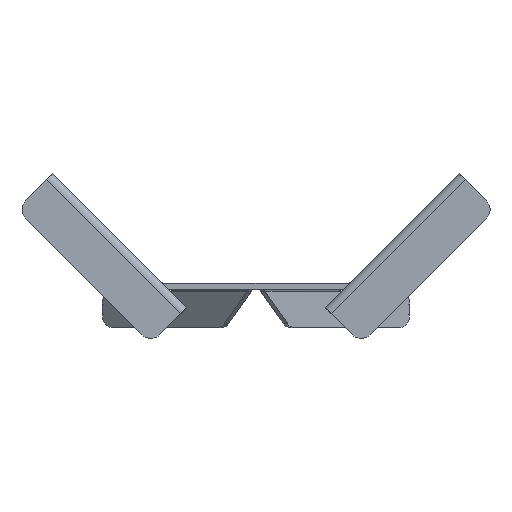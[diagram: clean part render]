
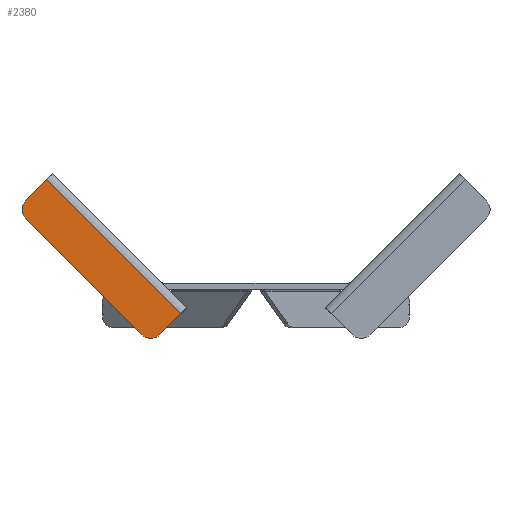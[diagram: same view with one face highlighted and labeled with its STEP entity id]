
A CAD part, front view. The second image highlights one B-rep face of the part: STEP entity #2380.
In plain terms, the highlighted planar face has unit normal (0, -1, 0).
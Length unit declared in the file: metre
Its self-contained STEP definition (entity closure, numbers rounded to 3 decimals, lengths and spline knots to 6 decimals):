
#39=PLANE('',#2562);
#169=LINE('',#3754,#409);
#174=LINE('',#3763,#414);
#175=LINE('',#3765,#415);
#176=LINE('',#3767,#416);
#409=VECTOR('',#2971,1.);
#414=VECTOR('',#2980,1.);
#415=VECTOR('',#2981,1.);
#416=VECTOR('',#2982,1.);
#751=ORIENTED_EDGE('',*,*,#1414,.F.);
#752=ORIENTED_EDGE('',*,*,#1415,.T.);
#753=ORIENTED_EDGE('',*,*,#1416,.F.);
#754=ORIENTED_EDGE('',*,*,#1281,.F.);
#755=ORIENTED_EDGE('',*,*,#1409,.F.);
#756=ORIENTED_EDGE('',*,*,#1285,.F.);
#1281=EDGE_CURVE('',#1639,#1640,#1871,.T.);
#1285=EDGE_CURVE('',#1643,#1644,#1873,.T.);
#1409=EDGE_CURVE('',#1644,#1639,#169,.T.);
#1414=EDGE_CURVE('',#1737,#1643,#174,.T.);
#1415=EDGE_CURVE('',#1737,#1738,#175,.T.);
#1416=EDGE_CURVE('',#1640,#1738,#176,.T.);
#1639=VERTEX_POINT('',#3442);
#1640=VERTEX_POINT('',#3443);
#1643=VERTEX_POINT('',#3451);
#1644=VERTEX_POINT('',#3452);
#1737=VERTEX_POINT('',#3764);
#1738=VERTEX_POINT('',#3766);
#1871=CIRCLE('',#2478,0.00508);
#1873=CIRCLE('',#2481,0.00508);
#2029=EDGE_LOOP('',(#751,#752,#753,#754,#755,#756));
#2175=FACE_BOUND('',#2029,.T.);
#2380=ADVANCED_FACE('',(#2175),#39,.F.);
#2478=AXIS2_PLACEMENT_3D('',#3441,#2721,#2722);
#2481=AXIS2_PLACEMENT_3D('',#3450,#2729,#2730);
#2562=AXIS2_PLACEMENT_3D('',#3762,#2978,#2979);
#2721=DIRECTION('',(0.,1.,0.));
#2722=DIRECTION('',(1.,0.,0.));
#2729=DIRECTION('',(0.,1.,0.));
#2730=DIRECTION('',(1.,0.,0.));
#2971=DIRECTION('',(-0.707,0.,0.707));
#2978=DIRECTION('',(0.,1.,0.));
#2979=DIRECTION('',(0.707,0.,0.707));
#2980=DIRECTION('',(-0.707,0.,-0.707));
#2981=DIRECTION('',(-0.707,0.,0.707));
#2982=DIRECTION('',(0.707,0.,0.707));
#3441=CARTESIAN_POINT('',(-0.088473,-0.245388,0.031866));
#3442=CARTESIAN_POINT('',(-0.092065,-0.245388,0.028273));
#3443=CARTESIAN_POINT('',(-0.092065,-0.245388,0.035458));
#3450=CARTESIAN_POINT('',(-0.042059,-0.245388,-0.014549));
#3451=CARTESIAN_POINT('',(-0.038467,-0.245388,-0.018141));
#3452=CARTESIAN_POINT('',(-0.045651,-0.245388,-0.018141));
#3754=CARTESIAN_POINT('',(-0.024873,-0.245388,-0.038919));
#3762=CARTESIAN_POINT('',(-0.012272,-0.245388,-0.026318));
#3763=CARTESIAN_POINT('',(-0.029458,-0.245388,-0.009132));
#3764=CARTESIAN_POINT('',(-0.030033,-0.245388,-0.009707));
#3765=CARTESIAN_POINT('',(-0.083631,-0.245388,0.043891));
#3766=CARTESIAN_POINT('',(-0.083631,-0.245388,0.043891));
#3767=CARTESIAN_POINT('',(-0.083057,-0.245388,0.044466));
